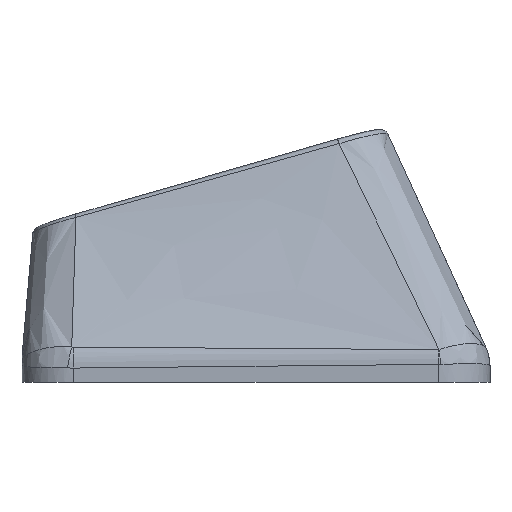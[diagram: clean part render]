
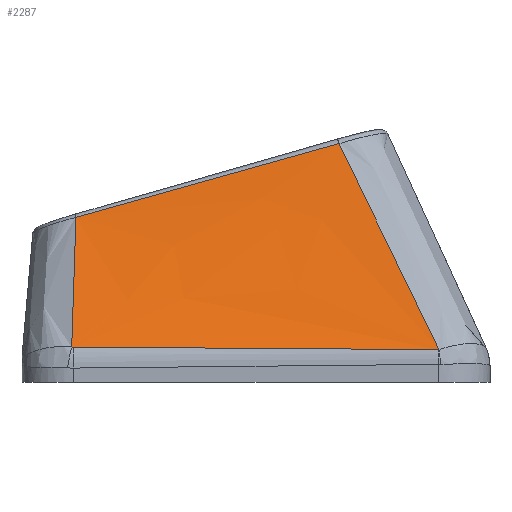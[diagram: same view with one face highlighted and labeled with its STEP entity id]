
A CAD part, left-side view. The second image highlights one B-rep face of the part: STEP entity #2287.
In plain terms, the highlighted free-form (B-spline) face has degree [3, 3] with [4, 4] control points.
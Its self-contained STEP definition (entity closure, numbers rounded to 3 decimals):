
#62=B_SPLINE_SURFACE_WITH_KNOTS('',3,3,((#5437,#5438,#5439,#5440),(#5441,
#5442,#5443,#5444),(#5445,#5446,#5447,#5448),(#5449,#5450,#5451,#5452)),
 .UNSPECIFIED.,.F.,.F.,.F.,(4,4),(4,4),(0.103,0.894),
(0.023,0.968),.UNSPECIFIED.);
#518=FACE_OUTER_BOUND('',#652,.T.);
#652=EDGE_LOOP('',(#2050,#2051,#2052,#2053,#2054,#2055));
#832=B_SPLINE_CURVE_WITH_KNOTS('',3,(#4952,#4953,#4954,#4955),
 .UNSPECIFIED.,.F.,.F.,(4,4),(0.,0.002),
 .UNSPECIFIED.);
#834=B_SPLINE_CURVE_WITH_KNOTS('',3,(#4979,#4980,#4981,#4982),
 .UNSPECIFIED.,.F.,.F.,(4,4),(0.,1.416),.UNSPECIFIED.);
#836=B_SPLINE_CURVE_WITH_KNOTS('',3,(#5006,#5007,#5008,#5009),
 .UNSPECIFIED.,.F.,.F.,(4,4),(0.,0.006),
 .UNSPECIFIED.);
#858=B_SPLINE_CURVE_WITH_KNOTS('',3,(#5428,#5429,#5430,#5431),
 .UNSPECIFIED.,.F.,.F.,(4,4),(-0.618,-0.018),
 .UNSPECIFIED.);
#860=B_SPLINE_CURVE_WITH_KNOTS('',3,(#5454,#5455,#5456,#5457),
 .UNSPECIFIED.,.F.,.F.,(4,4),(0.022,0.97),
 .UNSPECIFIED.);
#861=B_SPLINE_CURVE_WITH_KNOTS('',3,(#5458,#5459,#5460,#5461),
 .UNSPECIFIED.,.F.,.F.,(4,4),(-1.06,0.),.UNSPECIFIED.);
#1061=VERTEX_POINT('',#4911);
#1065=VERTEX_POINT('',#4945);
#1067=VERTEX_POINT('',#4972);
#1069=VERTEX_POINT('',#4999);
#1096=VERTEX_POINT('',#5427);
#1097=VERTEX_POINT('',#5453);
#1380=EDGE_CURVE('',#1061,#1065,#832,.T.);
#1383=EDGE_CURVE('',#1065,#1067,#834,.T.);
#1386=EDGE_CURVE('',#1067,#1069,#836,.T.);
#1427=EDGE_CURVE('',#1069,#1096,#858,.T.);
#1429=EDGE_CURVE('',#1097,#1061,#860,.T.);
#1430=EDGE_CURVE('',#1096,#1097,#861,.T.);
#2050=ORIENTED_EDGE('',*,*,#1386,.F.);
#2051=ORIENTED_EDGE('',*,*,#1383,.F.);
#2052=ORIENTED_EDGE('',*,*,#1380,.F.);
#2053=ORIENTED_EDGE('',*,*,#1429,.F.);
#2054=ORIENTED_EDGE('',*,*,#1430,.F.);
#2055=ORIENTED_EDGE('',*,*,#1427,.F.);
#2287=ADVANCED_FACE('',(#518),#62,.T.);
#4911=CARTESIAN_POINT('',(-18.491,-7.099,0.276));
#4945=CARTESIAN_POINT('',(-18.492,-7.077,0.274));
#4952=CARTESIAN_POINT('Ctrl Pts',(-18.491,-7.099,0.276));
#4953=CARTESIAN_POINT('Ctrl Pts',(-18.492,-7.092,0.275));
#4954=CARTESIAN_POINT('Ctrl Pts',(-18.492,-7.084,0.274));
#4955=CARTESIAN_POINT('Ctrl Pts',(-18.492,-7.077,0.274));
#4972=CARTESIAN_POINT('',(-18.366,7.092,0.371));
#4979=CARTESIAN_POINT('Ctrl Pts',(-18.492,-7.077,0.274));
#4980=CARTESIAN_POINT('Ctrl Pts',(-18.468,-2.355,0.3));
#4981=CARTESIAN_POINT('Ctrl Pts',(-18.436,2.367,0.332));
#4982=CARTESIAN_POINT('Ctrl Pts',(-18.366,7.092,0.371));
#4999=CARTESIAN_POINT('',(-18.361,7.151,0.377));
#5006=CARTESIAN_POINT('Ctrl Pts',(-18.366,7.092,0.371));
#5007=CARTESIAN_POINT('Ctrl Pts',(-18.365,7.112,0.372));
#5008=CARTESIAN_POINT('Ctrl Pts',(-18.364,7.132,0.374));
#5009=CARTESIAN_POINT('Ctrl Pts',(-18.361,7.151,0.377));
#5427=CARTESIAN_POINT('',(-15.146,6.987,5.401));
#5428=CARTESIAN_POINT('Ctrl Pts',(-18.361,7.151,0.377));
#5429=CARTESIAN_POINT('Ctrl Pts',(-17.281,7.078,2.048));
#5430=CARTESIAN_POINT('Ctrl Pts',(-16.21,7.02,3.723));
#5431=CARTESIAN_POINT('Ctrl Pts',(-15.146,6.987,5.401));
#5437=CARTESIAN_POINT('Ctrl Pts',(-15.13,-3.651,8.386));
#5438=CARTESIAN_POINT('Ctrl Pts',(-16.25,-4.801,5.682));
#5439=CARTESIAN_POINT('Ctrl Pts',(-17.371,-5.95,2.978));
#5440=CARTESIAN_POINT('Ctrl Pts',(-18.492,-7.099,0.275));
#5441=CARTESIAN_POINT('Ctrl Pts',(-15.13,-0.038,
7.381));
#5442=CARTESIAN_POINT('Ctrl Pts',(-16.25,-0.809,
5.001));
#5443=CARTESIAN_POINT('Ctrl Pts',(-17.371,-1.579,2.621));
#5444=CARTESIAN_POINT('Ctrl Pts',(-18.492,-2.35,0.242));
#5445=CARTESIAN_POINT('Ctrl Pts',(-15.13,3.575,6.376));
#5446=CARTESIAN_POINT('Ctrl Pts',(-16.25,3.183,4.32));
#5447=CARTESIAN_POINT('Ctrl Pts',(-17.371,2.792,2.264));
#5448=CARTESIAN_POINT('Ctrl Pts',(-18.492,2.4,0.209));
#5449=CARTESIAN_POINT('Ctrl Pts',(-15.13,7.188,5.371));
#5450=CARTESIAN_POINT('Ctrl Pts',(-16.25,7.175,3.639));
#5451=CARTESIAN_POINT('Ctrl Pts',(-17.371,7.163,1.907));
#5452=CARTESIAN_POINT('Ctrl Pts',(-18.492,7.15,0.176));
#5453=CARTESIAN_POINT('',(-15.13,-3.219,8.266));
#5454=CARTESIAN_POINT('Ctrl Pts',(-15.13,-3.219,8.266));
#5455=CARTESIAN_POINT('Ctrl Pts',(-16.267,-4.525,5.613));
#5456=CARTESIAN_POINT('Ctrl Pts',(-17.384,-5.816,2.947));
#5457=CARTESIAN_POINT('Ctrl Pts',(-18.491,-7.099,0.276));
#5458=CARTESIAN_POINT('Ctrl Pts',(-15.146,6.987,5.401));
#5459=CARTESIAN_POINT('Ctrl Pts',(-15.142,3.583,6.348));
#5460=CARTESIAN_POINT('Ctrl Pts',(-15.135,0.181,7.305));
#5461=CARTESIAN_POINT('Ctrl Pts',(-15.13,-3.219,8.266));
